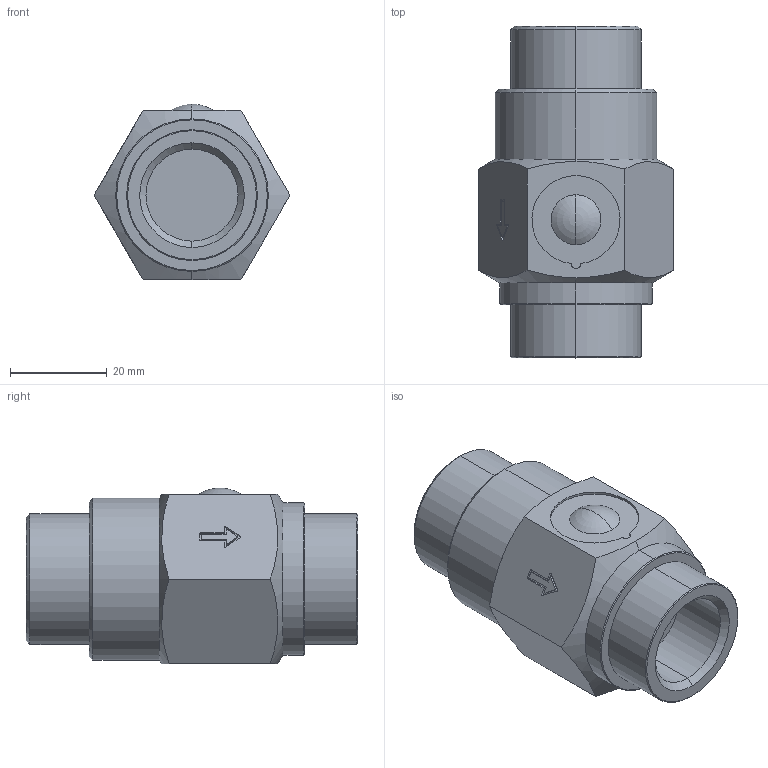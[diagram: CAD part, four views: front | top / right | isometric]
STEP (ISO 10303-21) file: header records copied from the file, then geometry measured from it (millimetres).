
FILE_DESCRIPTION (( 'STEP AP203' ), '1' );
FILE_NAME ('X4120004.STEP', '2011-10-26T13:46:04', ( 'SP' ), ( 'sopra-pneumatic' ), 'SwSTEP 2.0', 'SolidWorks 2011', '' );
FILE_SCHEMA (( 'CONFIG_CONTROL_DESIGN' ));
Length unit declared in the file: millimetre
Products named in the file (1): X4120004
Bounding box: 40.41 x 68.5 x 36.3 mm (x, y, z)
Volume: 48677 mm3; surface area: 10628.4 mm2
Topology: 1 solids, 2 shells, 85 faces, 210 edges, 133 vertices
Faces by surface type: plane 34, cylinder 32, cone 17, torus 2
Entity records: 2720 total; most frequent: CARTESIAN_POINT 596, DIRECTION 445, ORIENTED_EDGE 416, EDGE_CURVE 208, AXIS2_PLACEMENT_3D 170, VERTEX_POINT 133, VECTOR 105, LINE 105
